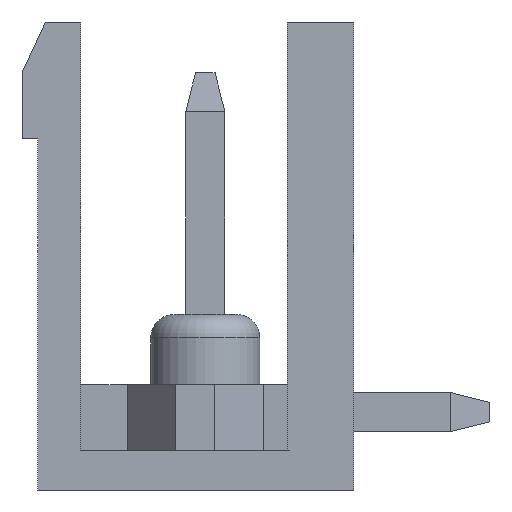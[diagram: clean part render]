
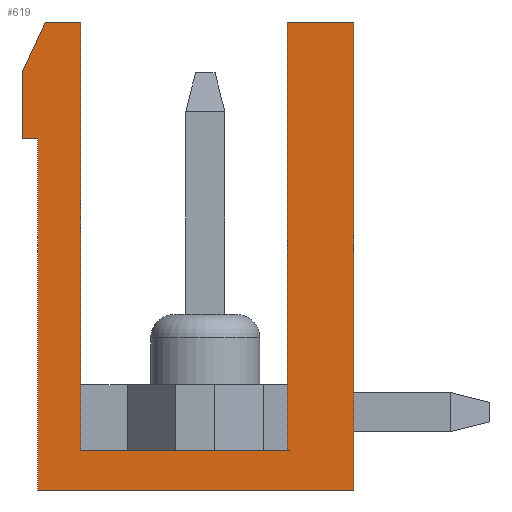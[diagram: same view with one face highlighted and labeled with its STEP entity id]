
A CAD part, left-side view. The second image highlights one B-rep face of the part: STEP entity #619.
In plain terms, the highlighted planar face has unit normal (-1, 0, 0).
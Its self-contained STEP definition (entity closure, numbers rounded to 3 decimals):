
#619 = ADVANCED_FACE( '', ( #1240 ), #1241, .T. );
#1240 = FACE_OUTER_BOUND( '', #1871, .T. );
#1241 = PLANE( '', #1872 );
#1871 = EDGE_LOOP( '', ( #3487, #3488, #3489, #3490, #3491, #3492, #3493, #3494, #3495, #3496, #3497 ) );
#1872 = AXIS2_PLACEMENT_3D( '', #3498, #3499, #3500 );
#3487 = ORIENTED_EDGE( '', *, *, #4570, .T. );
#3488 = ORIENTED_EDGE( '', *, *, #4094, .T. );
#3489 = ORIENTED_EDGE( '', *, *, #4265, .T. );
#3490 = ORIENTED_EDGE( '', *, *, #4502, .T. );
#3491 = ORIENTED_EDGE( '', *, *, #3963, .F. );
#3492 = ORIENTED_EDGE( '', *, *, #4155, .T. );
#3493 = ORIENTED_EDGE( '', *, *, #4395, .T. );
#3494 = ORIENTED_EDGE( '', *, *, #4345, .T. );
#3495 = ORIENTED_EDGE( '', *, *, #4316, .T. );
#3496 = ORIENTED_EDGE( '', *, *, #4571, .F. );
#3497 = ORIENTED_EDGE( '', *, *, #4411, .F. );
#3498 = CARTESIAN_POINT( '', ( -12.5, 0., 0. ) );
#3499 = DIRECTION( '', ( -1., 0., 0. ) );
#3500 = DIRECTION( '', ( 0., 0., 1. ) );
#3963 = EDGE_CURVE( '', #4766, #4762, #4768, .T. );
#4094 = EDGE_CURVE( '', #4998, #4996, #4999, .T. );
#4155 = EDGE_CURVE( '', #4766, #5096, #5098, .T. );
#4265 = EDGE_CURVE( '', #4996, #5266, #5268, .F. );
#4316 = EDGE_CURVE( '', #5341, #5342, #5343, .T. );
#4345 = EDGE_CURVE( '', #5385, #5341, #5386, .T. );
#4395 = EDGE_CURVE( '', #5096, #5385, #5459, .T. );
#4411 = EDGE_CURVE( '', #5478, #5480, #5481, .T. );
#4502 = EDGE_CURVE( '', #5266, #4762, #5597, .T. );
#4570 = EDGE_CURVE( '', #5478, #4998, #5674, .T. );
#4571 = EDGE_CURVE( '', #5480, #5342, #5675, .T. );
#4762 = VERTEX_POINT( '', #5930 );
#4766 = VERTEX_POINT( '', #5936 );
#4768 = LINE( '', #5939, #5940 );
#4996 = VERTEX_POINT( '', #6263 );
#4998 = VERTEX_POINT( '', #6266 );
#4999 = LINE( '', #6267, #6268 );
#5096 = VERTEX_POINT( '', #6412 );
#5098 = LINE( '', #6415, #6416 );
#5266 = VERTEX_POINT( '', #6661 );
#5268 = LINE( '', #6664, #6665 );
#5341 = VERTEX_POINT( '', #6777 );
#5342 = VERTEX_POINT( '', #6778 );
#5343 = LINE( '', #6779, #6780 );
#5385 = VERTEX_POINT( '', #6839 );
#5386 = LINE( '', #6840, #6841 );
#5459 = LINE( '', #6949, #6950 );
#5478 = VERTEX_POINT( '', #6979 );
#5480 = VERTEX_POINT( '', #6982 );
#5481 = LINE( '', #6983, #6984 );
#5597 = LINE( '', #7154, #7155 );
#5674 = LINE( '', #7270, #7271 );
#5675 = LINE( '', #7272, #7273 );
#5930 = CARTESIAN_POINT( '', ( -12.5, 4.25, 3. ) );
#5936 = CARTESIAN_POINT( '', ( -12.5, 3.85, 3. ) );
#5939 = CARTESIAN_POINT( '', ( -12.5, 3.85, 3. ) );
#5940 = VECTOR( '', #7452, 1000. );
#6263 = CARTESIAN_POINT( '', ( -12.5, 3.65, 6. ) );
#6266 = CARTESIAN_POINT( '', ( -12.5, 2.75, 6. ) );
#6267 = CARTESIAN_POINT( '', ( -12.5, -4.25, 6. ) );
#6268 = VECTOR( '', #7579, 1000. );
#6412 = CARTESIAN_POINT( '', ( -12.5, 3.85, -6. ) );
#6415 = CARTESIAN_POINT( '', ( -12.5, 3.85, 3. ) );
#6416 = VECTOR( '', #7631, 1000. );
#6661 = CARTESIAN_POINT( '', ( -12.5, 4.25, 4.7 ) );
#6664 = CARTESIAN_POINT( '', ( -12.5, 5.292, 2.442 ) );
#6665 = VECTOR( '', #7728, 1000. );
#6777 = CARTESIAN_POINT( '', ( -12.5, -4.25, 6. ) );
#6778 = CARTESIAN_POINT( '', ( -12.5, -2.55, 6. ) );
#6779 = CARTESIAN_POINT( '', ( -12.5, -4.25, 6. ) );
#6780 = VECTOR( '', #7774, 1000. );
#6839 = CARTESIAN_POINT( '', ( -12.5, -4.25, -6. ) );
#6840 = CARTESIAN_POINT( '', ( -12.5, -4.25, -6. ) );
#6841 = VECTOR( '', #7804, 1000. );
#6949 = CARTESIAN_POINT( '', ( -12.5, 4.25, -6. ) );
#6950 = VECTOR( '', #7846, 1000. );
#6979 = CARTESIAN_POINT( '', ( -12.5, 2.75, -5. ) );
#6982 = CARTESIAN_POINT( '', ( -12.5, -2.55, -5. ) );
#6983 = CARTESIAN_POINT( '', ( -12.5, 2.75, -5. ) );
#6984 = VECTOR( '', #7858, 1000. );
#7154 = CARTESIAN_POINT( '', ( -12.5, 4.25, 6. ) );
#7155 = VECTOR( '', #7931, 1000. );
#7270 = CARTESIAN_POINT( '', ( -12.5, 2.75, -5. ) );
#7271 = VECTOR( '', #7982, 1000. );
#7272 = CARTESIAN_POINT( '', ( -12.5, -2.55, -5. ) );
#7273 = VECTOR( '', #7983, 1000. );
#7452 = DIRECTION( '', ( 0., 1., 0. ) );
#7579 = DIRECTION( '', ( 0., 1., 0. ) );
#7631 = DIRECTION( '', ( 0., 0., -1. ) );
#7728 = DIRECTION( '', ( 0., -0.419, 0.908 ) );
#7774 = DIRECTION( '', ( 0., 1., 0. ) );
#7804 = DIRECTION( '', ( 0., 0., 1. ) );
#7846 = DIRECTION( '', ( 0., -1., 0. ) );
#7858 = DIRECTION( '', ( 0., -1., 0. ) );
#7931 = DIRECTION( '', ( 0., 0., -1. ) );
#7982 = DIRECTION( '', ( 0., 0., 1. ) );
#7983 = DIRECTION( '', ( 0., 0., 1. ) );
